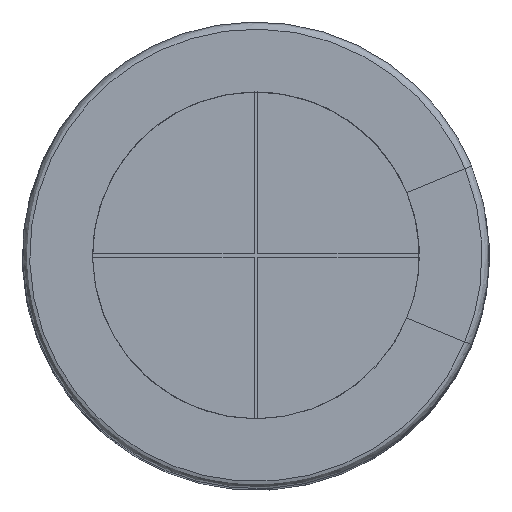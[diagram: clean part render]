
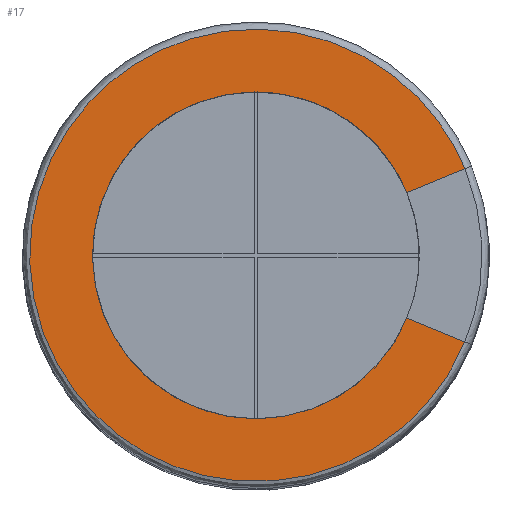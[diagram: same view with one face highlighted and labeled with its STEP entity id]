
A CAD part, top view. The second image highlights one B-rep face of the part: STEP entity #17.
In plain terms, the highlighted free-form (B-spline) face has degree [1, 1] with [2, 2] control points.
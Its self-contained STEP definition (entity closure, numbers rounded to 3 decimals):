
#17 = ADVANCED_FACE('',(#18),#36,.F.);
#18 = FACE_BOUND('',#19,.F.);
#19 = EDGE_LOOP('',(#20,#51,#65,#89));
#20 = ORIENTED_EDGE('',*,*,#21,.T.);
#21 = EDGE_CURVE('',#22,#24,#26,.T.);
#22 = VERTEX_POINT('',#23);
#23 = CARTESIAN_POINT('',(8.32,-2.411,26.));
#24 = VERTEX_POINT('',#25);
#25 = CARTESIAN_POINT('',(8.32,2.411,26.));
#26 = SURFACE_CURVE('',#27,(#35),.PCURVE_S1.);
#27 = ( BOUNDED_CURVE() B_SPLINE_CURVE(2,(#28,#29,#30,#31,#32,#33,#34),
.UNSPECIFIED.,.F.,.F.) B_SPLINE_CURVE_WITH_KNOTS((3,2,2,3),(0.,
    1.833,3.665,5.498),
.PIECEWISE_BEZIER_KNOTS.) CURVE() GEOMETRIC_REPRESENTATION_ITEM() 
RATIONAL_B_SPLINE_CURVE((1.,0.609,1.,0.609,1.,
0.609,1.)) REPRESENTATION_ITEM('') );
#28 = CARTESIAN_POINT('',(8.32,-2.411,26.));
#29 = CARTESIAN_POINT('',(5.178,-9.996,26.));
#30 = CARTESIAN_POINT('',(-1.335,-4.998,26.));
#31 = CARTESIAN_POINT('',(-7.849,0.,26.));
#32 = CARTESIAN_POINT('',(-1.335,4.998,26.));
#33 = CARTESIAN_POINT('',(5.178,9.996,26.));
#34 = CARTESIAN_POINT('',(8.32,2.411,26.));
#35 = PCURVE('',#36,#41);
#36 = B_SPLINE_SURFACE_WITH_KNOTS('',1,1,(
    (#37,#38)
    ,(#39,#40
    )),.UNSPECIFIED.,.F.,.F.,.F.,(2,2),(2,2),(-6.3,6.3),(-6.3,6.3),
  .PIECEWISE_BEZIER_KNOTS.);
#37 = CARTESIAN_POINT('',(-0.91,8.231,26.));
#38 = CARTESIAN_POINT('',(-5.731,-3.41,26.));
#39 = CARTESIAN_POINT('',(10.731,3.41,26.));
#40 = CARTESIAN_POINT('',(5.91,-8.231,26.));
#41 = DEFINITIONAL_REPRESENTATION('',(#42),#50);
#42 = ( BOUNDED_CURVE() B_SPLINE_CURVE(2,(#43,#44,#45,#46,#47,#48,#49),
.UNSPECIFIED.,.F.,.F.) B_SPLINE_CURVE_WITH_KNOTS((3,2,2,3),(0.,
    1.833,3.665,5.498),
.PIECEWISE_BEZIER_KNOTS.) CURVE() GEOMETRIC_REPRESENTATION_ITEM() 
RATIONAL_B_SPLINE_CURVE((1.,0.609,1.,0.609,1.,
0.609,1.)) REPRESENTATION_ITEM('') );
#43 = CARTESIAN_POINT('',(6.3,0.));
#44 = CARTESIAN_POINT('',(6.3,8.21));
#45 = CARTESIAN_POINT('',(-1.631,6.085));
#46 = CARTESIAN_POINT('',(-9.561,3.96));
#47 = CARTESIAN_POINT('',(-5.456,-3.15));
#48 = CARTESIAN_POINT('',(-1.351,-10.26));
#49 = CARTESIAN_POINT('',(4.455,-4.455));
#50 = ( GEOMETRIC_REPRESENTATION_CONTEXT(2) 
PARAMETRIC_REPRESENTATION_CONTEXT() REPRESENTATION_CONTEXT('2D SPACE',''
  ) );
#51 = ORIENTED_EDGE('',*,*,#52,.T.);
#52 = EDGE_CURVE('',#24,#53,#55,.T.);
#53 = VERTEX_POINT('',#54);
#54 = CARTESIAN_POINT('',(6.704,1.741,26.));
#55 = SURFACE_CURVE('',#56,(#59),.PCURVE_S1.);
#56 = B_SPLINE_CURVE_WITH_KNOTS('',1,(#57,#58),.UNSPECIFIED.,.F.,.F.,(2,
    2),(0.,1.75),.PIECEWISE_BEZIER_KNOTS.);
#57 = CARTESIAN_POINT('',(8.32,2.411,26.));
#58 = CARTESIAN_POINT('',(6.704,1.741,26.));
#59 = PCURVE('',#36,#60);
#60 = DEFINITIONAL_REPRESENTATION('',(#61),#64);
#61 = B_SPLINE_CURVE_WITH_KNOTS('',1,(#62,#63),.UNSPECIFIED.,.F.,.F.,(2,
    2),(0.,1.75),.PIECEWISE_BEZIER_KNOTS.);
#62 = CARTESIAN_POINT('',(4.455,-4.455));
#63 = CARTESIAN_POINT('',(3.217,-3.217));
#64 = ( GEOMETRIC_REPRESENTATION_CONTEXT(2) 
PARAMETRIC_REPRESENTATION_CONTEXT() REPRESENTATION_CONTEXT('2D SPACE',''
  ) );
#65 = ORIENTED_EDGE('',*,*,#66,.F.);
#66 = EDGE_CURVE('',#67,#53,#69,.T.);
#67 = VERTEX_POINT('',#68);
#68 = CARTESIAN_POINT('',(6.704,-1.741,26.));
#69 = SURFACE_CURVE('',#70,(#78),.PCURVE_S1.);
#70 = ( BOUNDED_CURVE() B_SPLINE_CURVE(2,(#71,#72,#73,#74,#75,#76,#77),
.UNSPECIFIED.,.F.,.F.) B_SPLINE_CURVE_WITH_KNOTS((3,2,2,3),(0.,
    1.833,3.665,5.498),
.PIECEWISE_BEZIER_KNOTS.) CURVE() GEOMETRIC_REPRESENTATION_ITEM() 
RATIONAL_B_SPLINE_CURVE((1.,0.609,1.,0.609,1.,
0.609,1.)) REPRESENTATION_ITEM('') );
#71 = CARTESIAN_POINT('',(6.704,-1.741,26.));
#72 = CARTESIAN_POINT('',(4.434,-7.22,26.));
#73 = CARTESIAN_POINT('',(-0.27,-3.61,26.));
#74 = CARTESIAN_POINT('',(-4.974,0.,26.));
#75 = CARTESIAN_POINT('',(-0.27,3.61,26.));
#76 = CARTESIAN_POINT('',(4.434,7.22,26.));
#77 = CARTESIAN_POINT('',(6.704,1.741,26.));
#78 = PCURVE('',#36,#79);
#79 = DEFINITIONAL_REPRESENTATION('',(#80),#88);
#80 = ( BOUNDED_CURVE() B_SPLINE_CURVE(2,(#81,#82,#83,#84,#85,#86,#87),
.UNSPECIFIED.,.F.,.F.) B_SPLINE_CURVE_WITH_KNOTS((3,2,2,3),(0.,
    1.833,3.665,5.498),
.PIECEWISE_BEZIER_KNOTS.) CURVE() GEOMETRIC_REPRESENTATION_ITEM() 
RATIONAL_B_SPLINE_CURVE((1.,0.609,1.,0.609,1.,
0.609,1.)) REPRESENTATION_ITEM('') );
#81 = CARTESIAN_POINT('',(4.55,0.));
#82 = CARTESIAN_POINT('',(4.55,5.93));
#83 = CARTESIAN_POINT('',(-1.178,4.395));
#84 = CARTESIAN_POINT('',(-6.905,2.86));
#85 = CARTESIAN_POINT('',(-3.94,-2.275));
#86 = CARTESIAN_POINT('',(-0.976,-7.41));
#87 = CARTESIAN_POINT('',(3.217,-3.217));
#88 = ( GEOMETRIC_REPRESENTATION_CONTEXT(2) 
PARAMETRIC_REPRESENTATION_CONTEXT() REPRESENTATION_CONTEXT('2D SPACE',''
  ) );
#89 = ORIENTED_EDGE('',*,*,#90,.F.);
#90 = EDGE_CURVE('',#22,#67,#91,.T.);
#91 = SURFACE_CURVE('',#92,(#95),.PCURVE_S1.);
#92 = B_SPLINE_CURVE_WITH_KNOTS('',1,(#93,#94),.UNSPECIFIED.,.F.,.F.,(2,
    2),(0.,1.75),.PIECEWISE_BEZIER_KNOTS.);
#93 = CARTESIAN_POINT('',(8.32,-2.411,26.));
#94 = CARTESIAN_POINT('',(6.704,-1.741,26.));
#95 = PCURVE('',#36,#96);
#96 = DEFINITIONAL_REPRESENTATION('',(#97),#100);
#97 = B_SPLINE_CURVE_WITH_KNOTS('',1,(#98,#99),.UNSPECIFIED.,.F.,.F.,(2,
    2),(0.,1.75),.PIECEWISE_BEZIER_KNOTS.);
#98 = CARTESIAN_POINT('',(6.3,0.));
#99 = CARTESIAN_POINT('',(4.55,0.));
#100 = ( GEOMETRIC_REPRESENTATION_CONTEXT(2) 
PARAMETRIC_REPRESENTATION_CONTEXT() REPRESENTATION_CONTEXT('2D SPACE',''
  ) );
